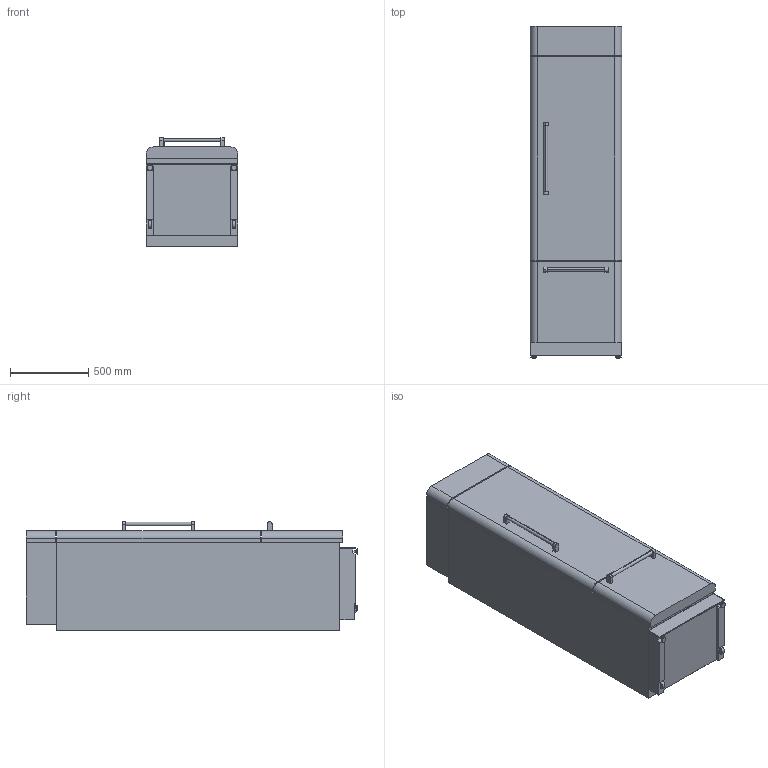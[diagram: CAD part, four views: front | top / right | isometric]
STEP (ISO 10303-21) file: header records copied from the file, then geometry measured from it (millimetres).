
FILE_DESCRIPTION (( 'STEP AP214' ), '1' );
FILE_NAME ('AS_599_0T_ST_3.STEP', '2017-07-10T07:55:37', ( '' ), ( '' ), 'SwSTEP 2.0', 'SolidWorks 2013', '' );
FILE_SCHEMA (( 'AUTOMOTIVE_DESIGN' ));
Length unit declared in the file: millimetre
Products named in the file (1): AS_599_0T_ST_3
Bounding box: 586 x 2120 x 695 mm (x, y, z)
Volume: 760237680.9 mm3; surface area: 9098744 mm2
Topology: 6 solids, 6 shells, 142 faces, 332 edges, 216 vertices
Faces by surface type: plane 92, cylinder 34, torus 12, cone 4
Entity records: 4802 total; most frequent: DIRECTION 714, CARTESIAN_POINT 691, ORIENTED_EDGE 664, EDGE_CURVE 332, AXIS2_PLACEMENT_3D 239, VECTOR 236, LINE 236, VERTEX_POINT 216
